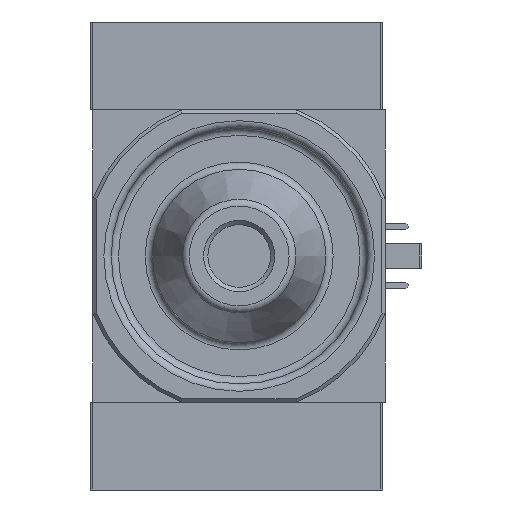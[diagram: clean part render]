
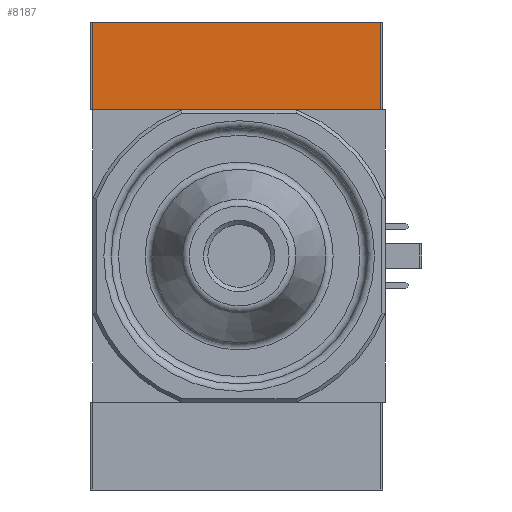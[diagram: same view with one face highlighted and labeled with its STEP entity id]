
A CAD part, front view. The second image highlights one B-rep face of the part: STEP entity #8187.
In plain terms, the highlighted planar face has unit normal (0, -1, 0).
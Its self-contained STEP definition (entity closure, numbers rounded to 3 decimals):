
#237=PLANE('',#8782);
#1489=ORIENTED_EDGE('',*,*,#2875,.T.);
#1490=ORIENTED_EDGE('',*,*,#2901,.F.);
#1491=ORIENTED_EDGE('',*,*,#2902,.F.);
#1492=ORIENTED_EDGE('',*,*,#2899,.T.);
#2875=EDGE_CURVE('',#3651,#3650,#4203,.T.);
#2899=EDGE_CURVE('',#3673,#3651,#4213,.T.);
#2901=EDGE_CURVE('',#3674,#3650,#4214,.T.);
#2902=EDGE_CURVE('',#3673,#3674,#4215,.T.);
#3650=VERTEX_POINT('',#12142);
#3651=VERTEX_POINT('',#12144);
#3673=VERTEX_POINT('',#12192);
#3674=VERTEX_POINT('',#12196);
#4203=LINE('',#12143,#4662);
#4213=LINE('',#12191,#4672);
#4214=LINE('',#12195,#4673);
#4215=LINE('',#12197,#4674);
#4662=VECTOR('',#10041,1000.);
#4672=VECTOR('',#10083,1000.);
#4673=VECTOR('',#10088,1000.);
#4674=VECTOR('',#10089,1000.);
#5177=EDGE_LOOP('',(#1489,#1490,#1491,#1492));
#5738=FACE_BOUND('',#5177,.T.);
#8187=ADVANCED_FACE('',(#5738),#237,.F.);
#8782=AXIS2_PLACEMENT_3D('',#12194,#10086,#10087);
#10041=DIRECTION('',(1.,0.,0.));
#10083=DIRECTION('',(0.,0.,-1.));
#10086=DIRECTION('',(0.,1.,0.));
#10087=DIRECTION('',(0.,0.,1.));
#10088=DIRECTION('',(0.,0.,-1.));
#10089=DIRECTION('',(1.,0.,0.));
#12142=CARTESIAN_POINT('',(19.7,-10.,-6.));
#12143=CARTESIAN_POINT('',(-19.7,-10.,-6.));
#12144=CARTESIAN_POINT('',(-19.7,-10.,-6.));
#12191=CARTESIAN_POINT('',(-19.7,-10.,6.));
#12192=CARTESIAN_POINT('',(-19.7,-10.,6.));
#12194=CARTESIAN_POINT('',(-19.7,-10.,6.));
#12195=CARTESIAN_POINT('',(19.7,-10.,6.));
#12196=CARTESIAN_POINT('',(19.7,-10.,6.));
#12197=CARTESIAN_POINT('',(-19.7,-10.,6.));
